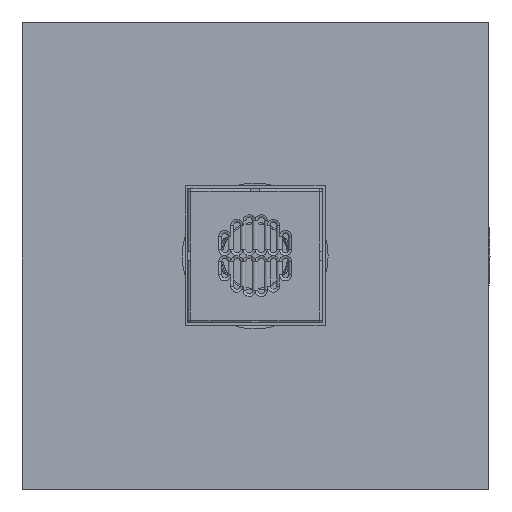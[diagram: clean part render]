
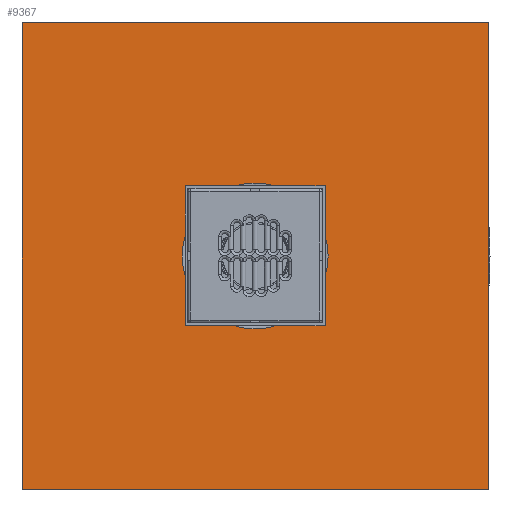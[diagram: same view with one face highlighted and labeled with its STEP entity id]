
A CAD part, top view. The second image highlights one B-rep face of the part: STEP entity #9367.
In plain terms, the highlighted planar face has unit normal (0, 0, 1).
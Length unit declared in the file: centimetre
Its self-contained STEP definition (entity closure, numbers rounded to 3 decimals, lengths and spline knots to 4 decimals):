
#388=LINE('',#14675,#995);
#390=LINE('',#14681,#997);
#393=LINE('',#14686,#1000);
#396=LINE('',#14690,#1003);
#995=VECTOR('',#11447,1.);
#997=VECTOR('',#11451,1.);
#1000=VECTOR('',#11456,1.);
#1003=VECTOR('',#11461,1.);
#1790=FACE_BOUND('',#2520,.T.);
#1899=FACE_OUTER_BOUND('',#2519,.T.);
#2519=EDGE_LOOP('',(#6365,#6366,#6367,#6368));
#2520=EDGE_LOOP('',(#6369));
#3207=CIRCLE('',#10058,78.2516);
#3873=VERTEX_POINT('',#14669);
#3875=VERTEX_POINT('',#14673);
#3876=VERTEX_POINT('',#14677);
#3878=VERTEX_POINT('',#14680);
#3897=VERTEX_POINT('',#14748);
#4783=EDGE_CURVE('',#3873,#3875,#388,.T.);
#4785=EDGE_CURVE('',#3878,#3876,#390,.T.);
#4788=EDGE_CURVE('',#3875,#3878,#393,.T.);
#4791=EDGE_CURVE('',#3873,#3876,#396,.T.);
#4819=EDGE_CURVE('',#3897,#3897,#3207,.T.);
#6365=ORIENTED_EDGE('',*,*,#4791,.F.);
#6366=ORIENTED_EDGE('',*,*,#4783,.T.);
#6367=ORIENTED_EDGE('',*,*,#4788,.T.);
#6368=ORIENTED_EDGE('',*,*,#4785,.T.);
#6369=ORIENTED_EDGE('',*,*,#4819,.T.);
#9080=PLANE('',#10061);
#9367=ADVANCED_FACE('',(#1899,#1790),#9080,.T.);
#10058=AXIS2_PLACEMENT_3D('',#14749,#11535,#11536);
#10061=AXIS2_PLACEMENT_3D('',#14752,#11541,#11542);
#11447=DIRECTION('',(1.,0.,0.));
#11451=DIRECTION('',(-1.,0.,0.));
#11456=DIRECTION('',(0.,1.,0.));
#11461=DIRECTION('',(0.,1.,0.));
#11535=DIRECTION('center_axis',(0.,0.,-1.));
#11536=DIRECTION('ref_axis',(1.,0.,0.));
#11541=DIRECTION('center_axis',(0.,0.,1.));
#11542=DIRECTION('ref_axis',(0.,1.,0.));
#14669=CARTESIAN_POINT('',(-250.,-250.,251.5));
#14673=CARTESIAN_POINT('',(250.,-250.,251.5));
#14675=CARTESIAN_POINT('',(0.,-250.,251.5));
#14677=CARTESIAN_POINT('',(-250.,250.,251.5));
#14680=CARTESIAN_POINT('',(250.,250.,251.5));
#14681=CARTESIAN_POINT('',(0.,250.,251.5));
#14686=CARTESIAN_POINT('',(250.,0.,251.5));
#14690=CARTESIAN_POINT('',(-250.,0.,251.5));
#14748=CARTESIAN_POINT('',(0.,-78.2516,251.5));
#14749=CARTESIAN_POINT('Origin',(0.,0.,251.5));
#14752=CARTESIAN_POINT('Origin',(0.,0.,251.5));
